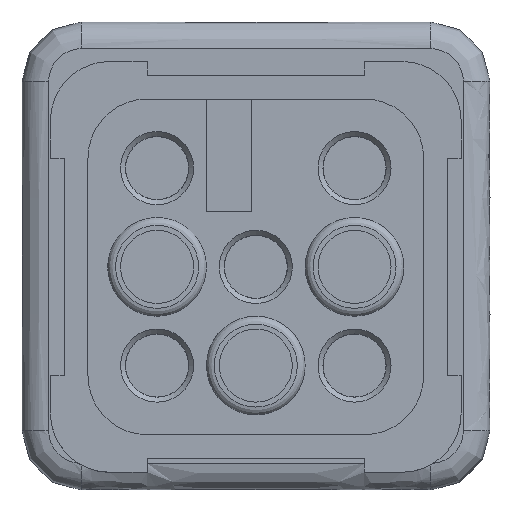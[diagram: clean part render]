
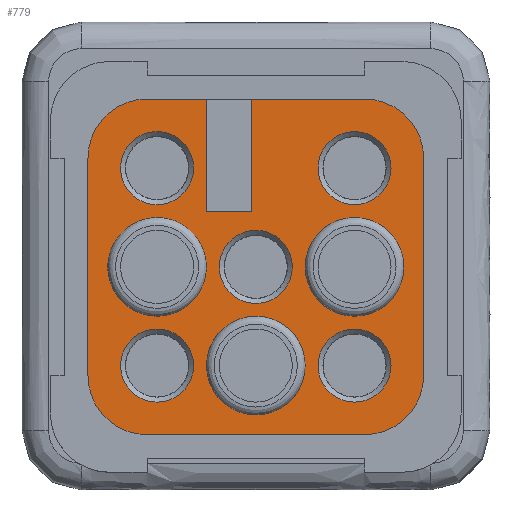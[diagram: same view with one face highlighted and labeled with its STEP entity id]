
A CAD part, front view. The second image highlights one B-rep face of the part: STEP entity #779.
In plain terms, the highlighted planar face has unit normal (0, -1, 0).
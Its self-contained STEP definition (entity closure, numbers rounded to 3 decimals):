
#117=PLANE('',#2599);
#216=LINE('',#3657,#415);
#219=LINE('',#3667,#418);
#223=LINE('',#3675,#422);
#227=LINE('',#3683,#426);
#230=LINE('',#3689,#429);
#233=LINE('',#3698,#432);
#268=LINE('',#3989,#467);
#269=LINE('',#3992,#468);
#415=VECTOR('',#2817,1.);
#418=VECTOR('',#2828,1.);
#422=VECTOR('',#2832,1.);
#426=VECTOR('',#2838,1.);
#429=VECTOR('',#2843,1.);
#432=VECTOR('',#2854,1.);
#467=VECTOR('',#3011,1.);
#468=VECTOR('',#3014,1.);
#779=ADVANCED_FACE('',(#949,#950,#951,#952,#953,#954,#955,#956,#957),#117,
 .F.);
#949=FACE_BOUND('',#1066,.T.);
#950=FACE_BOUND('',#1067,.T.);
#951=FACE_BOUND('',#1068,.T.);
#952=FACE_BOUND('',#1069,.T.);
#953=FACE_BOUND('',#1070,.T.);
#954=FACE_BOUND('',#1071,.T.);
#955=FACE_BOUND('',#1072,.T.);
#956=FACE_BOUND('',#1073,.T.);
#957=FACE_BOUND('',#1074,.T.);
#1066=EDGE_LOOP('',(#1404));
#1067=EDGE_LOOP('',(#1405));
#1068=EDGE_LOOP('',(#1406));
#1069=EDGE_LOOP('',(#1407));
#1070=EDGE_LOOP('',(#1408));
#1071=EDGE_LOOP('',(#1409));
#1072=EDGE_LOOP('',(#1410));
#1073=EDGE_LOOP('',(#1411));
#1074=EDGE_LOOP('',(#1412,#1413,#1414,#1415,#1416,#1417,#1418,#1419,#1420,
#1421,#1422,#1423));
#1404=ORIENTED_EDGE('',*,*,#2236,.F.);
#1405=ORIENTED_EDGE('',*,*,#2237,.F.);
#1406=ORIENTED_EDGE('',*,*,#2235,.F.);
#1407=ORIENTED_EDGE('',*,*,#2238,.F.);
#1408=ORIENTED_EDGE('',*,*,#2239,.F.);
#1409=ORIENTED_EDGE('',*,*,#2240,.F.);
#1410=ORIENTED_EDGE('',*,*,#2241,.F.);
#1411=ORIENTED_EDGE('',*,*,#2242,.F.);
#1412=ORIENTED_EDGE('',*,*,#2157,.F.);
#1413=ORIENTED_EDGE('',*,*,#2154,.F.);
#1414=ORIENTED_EDGE('',*,*,#2146,.F.);
#1415=ORIENTED_EDGE('',*,*,#2143,.F.);
#1416=ORIENTED_EDGE('',*,*,#2141,.F.);
#1417=ORIENTED_EDGE('',*,*,#2160,.T.);
#1418=ORIENTED_EDGE('',*,*,#2162,.F.);
#1419=ORIENTED_EDGE('',*,*,#2135,.F.);
#1420=ORIENTED_EDGE('',*,*,#2243,.F.);
#1421=ORIENTED_EDGE('',*,*,#2244,.T.);
#1422=ORIENTED_EDGE('',*,*,#2150,.F.);
#1423=ORIENTED_EDGE('',*,*,#2245,.F.);
#1898=VERTEX_POINT('',#3643);
#1899=VERTEX_POINT('',#3645);
#1901=VERTEX_POINT('',#3651);
#1904=VERTEX_POINT('',#3656);
#1906=VERTEX_POINT('',#3662);
#1908=VERTEX_POINT('',#3668);
#1911=VERTEX_POINT('',#3674);
#1912=VERTEX_POINT('',#3676);
#1913=VERTEX_POINT('',#3680);
#1915=VERTEX_POINT('',#3686);
#1918=VERTEX_POINT('',#3694);
#1981=VERTEX_POINT('',#3973);
#1982=VERTEX_POINT('',#3976);
#1983=VERTEX_POINT('',#3978);
#1984=VERTEX_POINT('',#3980);
#1985=VERTEX_POINT('',#3982);
#1986=VERTEX_POINT('',#3984);
#1987=VERTEX_POINT('',#3986);
#1988=VERTEX_POINT('',#3988);
#1989=VERTEX_POINT('',#3990);
#2135=EDGE_CURVE('',#1898,#1899,#2418,.T.);
#2141=EDGE_CURVE('',#1904,#1901,#216,.T.);
#2143=EDGE_CURVE('',#1901,#1906,#2421,.T.);
#2146=EDGE_CURVE('',#1906,#1908,#219,.T.);
#2150=EDGE_CURVE('',#1911,#1912,#223,.T.);
#2154=EDGE_CURVE('',#1908,#1913,#227,.T.);
#2157=EDGE_CURVE('',#1913,#1915,#230,.T.);
#2160=EDGE_CURVE('',#1904,#1918,#2423,.T.);
#2162=EDGE_CURVE('',#1899,#1918,#233,.T.);
#2235=EDGE_CURVE('',#1981,#1981,#2454,.T.);
#2236=EDGE_CURVE('',#1982,#1982,#2455,.T.);
#2237=EDGE_CURVE('',#1983,#1983,#2456,.T.);
#2238=EDGE_CURVE('',#1984,#1984,#2457,.T.);
#2239=EDGE_CURVE('',#1985,#1985,#2458,.T.);
#2240=EDGE_CURVE('',#1986,#1986,#2459,.T.);
#2241=EDGE_CURVE('',#1987,#1987,#2460,.T.);
#2242=EDGE_CURVE('',#1988,#1988,#2461,.T.);
#2243=EDGE_CURVE('',#1989,#1898,#268,.T.);
#2244=EDGE_CURVE('',#1989,#1912,#2462,.T.);
#2245=EDGE_CURVE('',#1915,#1911,#269,.T.);
#2418=CIRCLE('',#2524,3.);
#2421=CIRCLE('',#2529,3.);
#2423=CIRCLE('',#2535,3.);
#2454=CIRCLE('',#2589,2.5);
#2455=CIRCLE('',#2591,2.5);
#2456=CIRCLE('',#2592,2.5);
#2457=CIRCLE('',#2593,1.85);
#2458=CIRCLE('',#2594,1.85);
#2459=CIRCLE('',#2595,1.85);
#2460=CIRCLE('',#2596,1.85);
#2461=CIRCLE('',#2597,1.85);
#2462=CIRCLE('',#2598,3.);
#2524=AXIS2_PLACEMENT_3D('',#3644,#2807,#2808);
#2529=AXIS2_PLACEMENT_3D('',#3661,#2822,#2823);
#2535=AXIS2_PLACEMENT_3D('',#3695,#2849,#2850);
#2589=AXIS2_PLACEMENT_3D('',#3972,#2993,#2994);
#2591=AXIS2_PLACEMENT_3D('',#3975,#2997,#2998);
#2592=AXIS2_PLACEMENT_3D('',#3977,#2999,#3000);
#2593=AXIS2_PLACEMENT_3D('',#3979,#3001,#3002);
#2594=AXIS2_PLACEMENT_3D('',#3981,#3003,#3004);
#2595=AXIS2_PLACEMENT_3D('',#3983,#3005,#3006);
#2596=AXIS2_PLACEMENT_3D('',#3985,#3007,#3008);
#2597=AXIS2_PLACEMENT_3D('',#3987,#3009,#3010);
#2598=AXIS2_PLACEMENT_3D('',#3991,#3012,#3013);
#2599=AXIS2_PLACEMENT_3D('',#3993,#3015,#3016);
#2807=DIRECTION('',(0.,1.,0.));
#2808=DIRECTION('',(0.,0.,1.));
#2817=DIRECTION('',(0.,0.,1.));
#2822=DIRECTION('',(0.,1.,0.));
#2823=DIRECTION('',(0.,0.,1.));
#2828=DIRECTION('',(1.,0.,0.));
#2832=DIRECTION('',(1.,0.,0.));
#2838=DIRECTION('',(0.,0.,-1.));
#2843=DIRECTION('',(1.,0.,0.));
#2849=DIRECTION('',(0.,-1.,0.));
#2850=DIRECTION('',(0.,0.,1.));
#2854=DIRECTION('',(-1.,0.,0.));
#2993=DIRECTION('',(0.,-1.,0.));
#2994=DIRECTION('',(-1.,0.,0.));
#2997=DIRECTION('',(0.,-1.,0.));
#2998=DIRECTION('',(-1.,0.,0.));
#2999=DIRECTION('',(0.,-1.,0.));
#3000=DIRECTION('',(-1.,0.,0.));
#3001=DIRECTION('',(0.,-1.,0.));
#3002=DIRECTION('',(1.,0.,0.));
#3003=DIRECTION('',(0.,-1.,0.));
#3004=DIRECTION('',(1.,0.,0.));
#3005=DIRECTION('',(0.,-1.,0.));
#3006=DIRECTION('',(1.,0.,0.));
#3007=DIRECTION('',(0.,-1.,0.));
#3008=DIRECTION('',(1.,0.,0.));
#3009=DIRECTION('',(0.,-1.,0.));
#3010=DIRECTION('',(1.,0.,0.));
#3011=DIRECTION('',(0.,0.,-1.));
#3012=DIRECTION('',(0.,-1.,0.));
#3013=DIRECTION('',(0.,0.,1.));
#3014=DIRECTION('',(0.,0.,1.));
#3015=DIRECTION('',(0.,1.,0.));
#3016=DIRECTION('',(1.,0.,0.));
#3643=CARTESIAN_POINT('',(10.524,-3.518,-15.9));
#3644=CARTESIAN_POINT('',(7.524,-3.518,-15.9));
#3645=CARTESIAN_POINT('',(7.524,-3.518,-18.9));
#3651=CARTESIAN_POINT('',(-6.476,-3.518,-4.9));
#3656=CARTESIAN_POINT('',(-6.476,-3.518,-15.9));
#3657=CARTESIAN_POINT('',(-6.476,-3.518,-3.9));
#3661=CARTESIAN_POINT('',(-3.476,-3.518,-4.9));
#3662=CARTESIAN_POINT('',(-3.476,-3.518,-1.9));
#3667=CARTESIAN_POINT('',(-6.676,-3.518,-1.9));
#3668=CARTESIAN_POINT('',(-0.476,-3.518,-1.9));
#3674=CARTESIAN_POINT('',(1.824,-3.518,-1.9));
#3675=CARTESIAN_POINT('',(8.524,-3.518,-1.9));
#3676=CARTESIAN_POINT('',(7.524,-3.518,-1.9));
#3680=CARTESIAN_POINT('',(-0.476,-3.518,-7.6));
#3683=CARTESIAN_POINT('',(-0.476,-3.518,-2.4));
#3686=CARTESIAN_POINT('',(1.824,-3.518,-7.6));
#3689=CARTESIAN_POINT('',(0.024,-3.518,-7.6));
#3694=CARTESIAN_POINT('',(-3.476,-3.518,-18.9));
#3695=CARTESIAN_POINT('',(-3.476,-3.518,-15.9));
#3698=CARTESIAN_POINT('',(8.524,-3.518,-18.9));
#3972=CARTESIAN_POINT('',(-2.976,-3.518,-10.4));
#3973=CARTESIAN_POINT('',(-5.476,-3.518,-10.4));
#3975=CARTESIAN_POINT('',(7.024,-3.518,-10.4));
#3976=CARTESIAN_POINT('',(4.524,-3.518,-10.4));
#3977=CARTESIAN_POINT('',(2.024,-3.518,-15.4));
#3978=CARTESIAN_POINT('',(-0.476,-3.518,-15.4));
#3979=CARTESIAN_POINT('',(7.024,-3.518,-15.4));
#3980=CARTESIAN_POINT('',(8.874,-3.518,-15.4));
#3981=CARTESIAN_POINT('',(2.024,-3.518,-10.4));
#3982=CARTESIAN_POINT('',(3.874,-3.518,-10.4));
#3983=CARTESIAN_POINT('',(-2.976,-3.518,-15.4));
#3984=CARTESIAN_POINT('',(-1.126,-3.518,-15.4));
#3985=CARTESIAN_POINT('',(7.024,-3.518,-5.4));
#3986=CARTESIAN_POINT('',(8.874,-3.518,-5.4));
#3987=CARTESIAN_POINT('',(-2.976,-3.518,-5.4));
#3988=CARTESIAN_POINT('',(-1.126,-3.518,-5.4));
#3989=CARTESIAN_POINT('',(10.524,-3.518,-1.7));
#3990=CARTESIAN_POINT('',(10.524,-3.518,-4.9));
#3991=CARTESIAN_POINT('',(7.524,-3.518,-4.9));
#3992=CARTESIAN_POINT('',(1.824,-3.518,-7.1));
#3993=CARTESIAN_POINT('',(-6.676,-3.518,-1.7));
